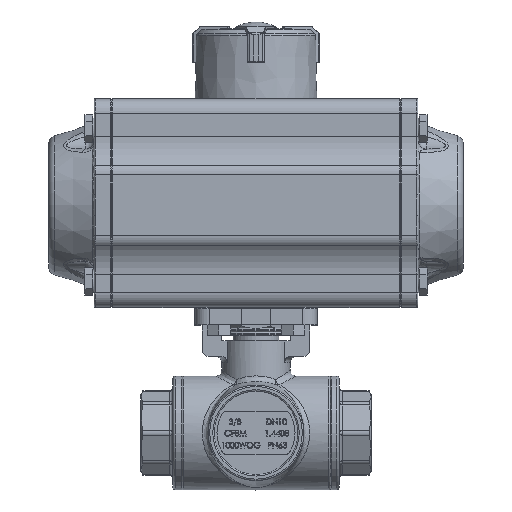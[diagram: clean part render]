
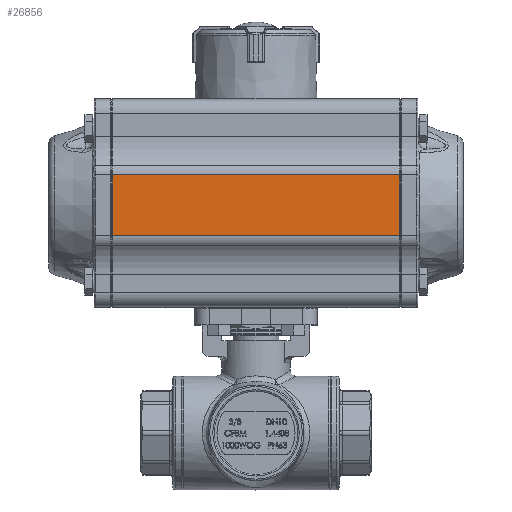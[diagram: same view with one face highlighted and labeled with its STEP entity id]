
A CAD part, top view. The second image highlights one B-rep face of the part: STEP entity #26856.
In plain terms, the highlighted face is planar.
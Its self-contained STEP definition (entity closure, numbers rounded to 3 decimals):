
#810=PLANE('',#29032);
#3473=LINE('',#72990,#5341);
#3474=LINE('',#72994,#5342);
#3475=LINE('',#72996,#5343);
#3476=LINE('',#72998,#5344);
#5341=VECTOR('',#34049,1000.);
#5342=VECTOR('',#34054,1000.);
#5343=VECTOR('',#34055,1000.);
#5344=VECTOR('',#34056,1000.);
#11314=ORIENTED_EDGE('',*,*,#16909,.F.);
#11315=ORIENTED_EDGE('',*,*,#16911,.T.);
#11316=ORIENTED_EDGE('',*,*,#16912,.T.);
#11317=ORIENTED_EDGE('',*,*,#16913,.T.);
#16909=EDGE_CURVE('',#20065,#20066,#3473,.T.);
#16911=EDGE_CURVE('',#20065,#20067,#3474,.T.);
#16912=EDGE_CURVE('',#20067,#20068,#3475,.T.);
#16913=EDGE_CURVE('',#20068,#20066,#3476,.T.);
#20065=VERTEX_POINT('',#72989);
#20066=VERTEX_POINT('',#72991);
#20067=VERTEX_POINT('',#72995);
#20068=VERTEX_POINT('',#72997);
#23059=EDGE_LOOP('',(#11314,#11315,#11316,#11317));
#24984=FACE_BOUND('',#23059,.T.);
#26856=ADVANCED_FACE('',(#24984),#810,.F.);
#29032=AXIS2_PLACEMENT_3D('',#72993,#34052,#34053);
#34049=DIRECTION('',(0.,0.,-1.));
#34052=DIRECTION('',(-1.,0.,0.));
#34053=DIRECTION('',(0.,0.,1.));
#34054=DIRECTION('',(0.,-1.,0.));
#34055=DIRECTION('',(0.,0.,-1.));
#34056=DIRECTION('',(0.,1.,0.));
#72989=CARTESIAN_POINT('',(29.5,10.363,49.2));
#72990=CARTESIAN_POINT('',(29.5,10.363,49.5));
#72991=CARTESIAN_POINT('',(29.5,10.363,-49.2));
#72993=CARTESIAN_POINT('',(29.5,-10.363,49.5));
#72994=CARTESIAN_POINT('',(29.5,-10.363,49.2));
#72995=CARTESIAN_POINT('',(29.5,-10.363,49.2));
#72996=CARTESIAN_POINT('',(29.5,-10.363,49.5));
#72997=CARTESIAN_POINT('',(29.5,-10.363,-49.2));
#72998=CARTESIAN_POINT('',(29.5,-10.363,-49.2));
